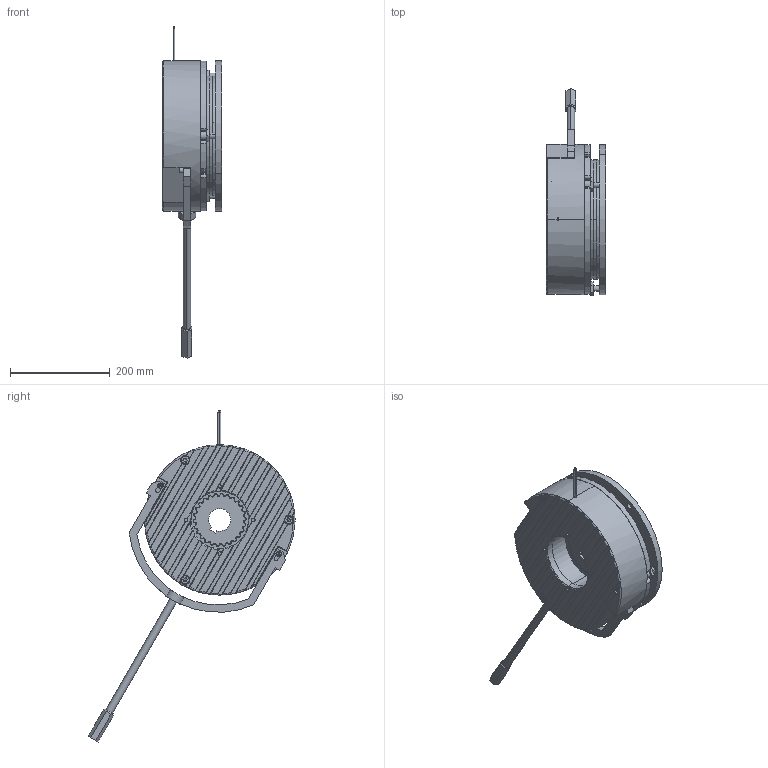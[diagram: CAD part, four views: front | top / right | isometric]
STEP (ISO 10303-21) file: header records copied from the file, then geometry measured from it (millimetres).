
FILE_DESCRIPTION (( 'STEP AP203' ), '1' );
FILE_NAME ('1189_MSEB_WebAssy.STEP', '2020-07-16T12:23:30', ( '' ), ( '' ), 'SwSTEP 2.0', 'SolidWorks 2020', '' );
FILE_SCHEMA (( 'CONFIG_CONTROL_DESIGN' ));
Length unit declared in the file: inch
Products named in the file (1): 1189_MSEB_WebAssy
Bounding box: 119 x 417.12 x 667.08 mm (x, y, z)
Volume: 5872360.4 mm3; surface area: 925999.5 mm2
Topology: 19 solids, 19 shells, 1091 faces, 2842 edges, 1803 vertices
Faces by surface type: cylinder 504, plane 287, cone 140, bspline 113, torus 47
Entity records: 40181 total; most frequent: CARTESIAN_POINT 14025, ORIENTED_EDGE 5664, DIRECTION 5402, EDGE_CURVE 2832, AXIS2_PLACEMENT_3D 2211, VERTEX_POINT 1803, CIRCLE 1232, EDGE_LOOP 1161
